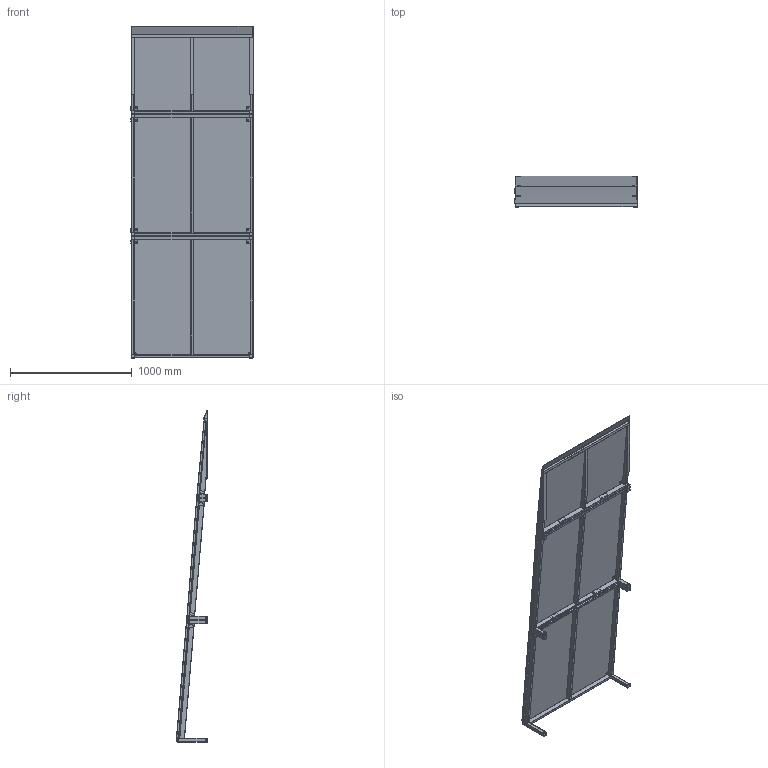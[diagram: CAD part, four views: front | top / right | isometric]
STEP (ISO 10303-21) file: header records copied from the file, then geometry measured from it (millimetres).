
FILE_DESCRIPTION (( 'STEP AP203' ), '1' );
FILE_NAME ('T77900.STEP', '2018-09-12T13:52:08', ( '' ), ( '' ), 'SwSTEP 2.0', 'SolidWorks 2016', '' );
FILE_SCHEMA (( 'CONFIG_CONTROL_DESIGN' ));
Length unit declared in the file: millimetre
Products named in the file (28): TH2914; 30 X 30 X 1.5 ERW X 245LG; TH2913; 30 X 30 X 1.5 ERW X 162LG; TH2918; TH2893; TH110; TH695; TH2895; T77650; T77500_DATA; 25 X 25 X 2.0 ERW X  994 LG; 40 X 20 X 1.5 X 954 S275MS; TH109; T77900; T76600; TH2894; 40 X 20 X 1.5 X 940 S275MS_Z050000028; TH2912; 30 X 30 X 1.5 ERW X 79LG; TH2911; 30 X 10 FLT X 469.5 LG; T77700; T77600_DATA; S3335; S3336; TH2902
Assembly tree (77 placements, depth 3):
  T77900
    TH2895
      30 X 30 X 1.5 ERW X 162LG  x2
      30 X 30 X 1.5 ERW X 245LG  x2
      TH2902  x2
      40 X 20 X 1.5 X 940 S275MS_Z050000028  x2
      40 X 20 X 1.5 X 954 S275MS
    TH2894
      30 X 30 X 1.5 ERW X 79LG  x2
      30 X 30 X 1.5 ERW X 162LG  x2
      TH2902  x2
      40 X 20 X 1.5 X 940 S275MS_Z050000028  x2
      40 X 20 X 1.5 X 954 S275MS
    TH2893
      30 X 30 X 1.5 ERW X 79LG  x2
      TH2911  x2
      40 X 20 X 1.5 X 940 S275MS_Z050000028
      TH2914
      25 X 25 X 2.0 ERW X  994 LG
      30 X 10 FLT X 469.5 LG  x3
      TH2913  x2
      TH2912
    T77700  x20
    T77500_DATA  x4
      TH109
      S3335
    T77600_DATA  x4
      TH110
      S3335
    T77650  x2
      TH695
      S3336
    T76600  x2
    TH2918
      T76600
Bounding box: 1002 x 259.28 x 2721.45 mm (x, y, z)
Volume: 50466796.6 mm3; surface area: 9126718.6 mm2
Topology: 84 solids, 84 shells, 2845 faces, 6781 edges, 4376 vertices
Faces by surface type: plane 1860, cylinder 702, cone 163, torus 80, sphere 40
Entity records: 18454 total; most frequent: CARTESIAN_POINT 2598, DIRECTION 2490, ORIENTED_EDGE 2294, EDGE_CURVE 1147, VECTOR 836, LINE 836, AXIS2_PLACEMENT_3D 827, VERTEX_POINT 719
